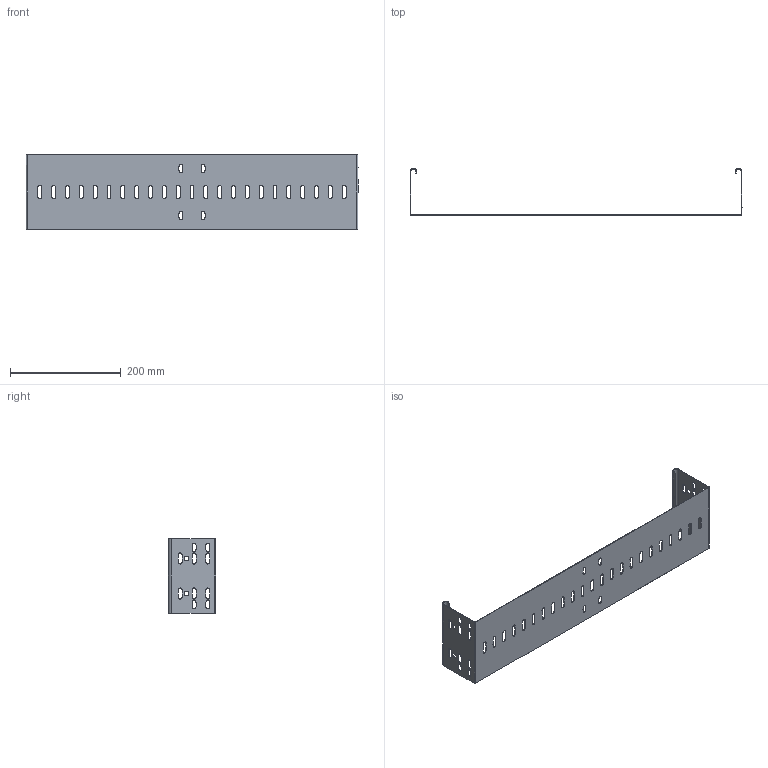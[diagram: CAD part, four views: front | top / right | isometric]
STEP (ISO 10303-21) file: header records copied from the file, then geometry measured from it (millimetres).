
FILE_DESCRIPTION(/* description */ (''),/* implementation_level */ '2;1');
FILE_NAME(/* name */ '6065822',/* time_stamp */ '2014-10-10T13:03:55+02:00',/* author */ (''),/* organization */ (''),/* preprocessor_version */ 'ST-DEVELOPER v15',/* originating_system */ '',/* authorisation */ '');
FILE_SCHEMA (('AUTOMOTIVE_DESIGN'));
Length unit declared in the file: millimetre
Products named in the file (1): Document
Bounding box: 600 x 85.5 x 135 mm (x, y, z)
Volume: 126101.4 mm3; surface area: 206793.5 mm2
Topology: 1 solids, 1 shells, 256 faces, 754 edges, 500 vertices
Faces by surface type: bspline 144, plane 112
Entity records: 9066 total; most frequent: CARTESIAN_POINT 4676, ORIENTED_EDGE 1508, EDGE_CURVE 754, VERTEX_POINT 500, EDGE_LOOP 358, B_SPLINE_CURVE_WITH_KNOTS 295, ADVANCED_FACE 256, FACE_OUTER_BOUND 256
